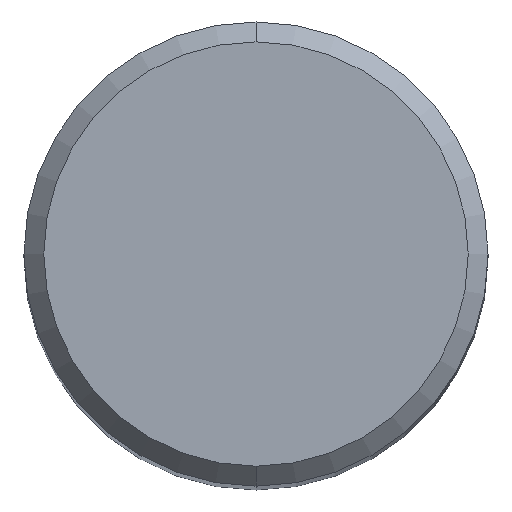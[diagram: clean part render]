
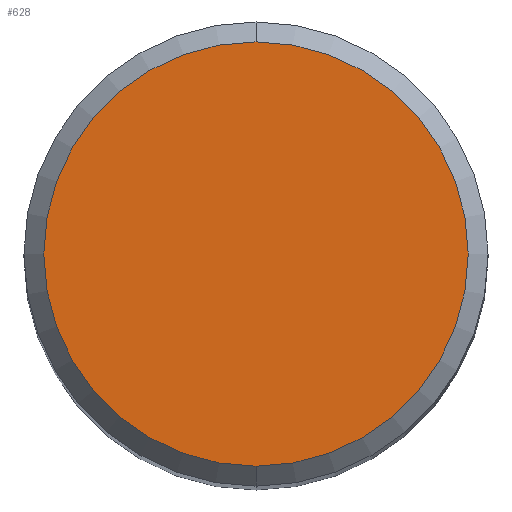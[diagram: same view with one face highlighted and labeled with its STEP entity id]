
A CAD part, top view. The second image highlights one B-rep face of the part: STEP entity #628.
In plain terms, the highlighted planar face has unit normal (0, 0, 1).
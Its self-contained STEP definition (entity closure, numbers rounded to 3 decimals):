
#394=EDGE_CURVE('',#402,#506,#971,.T.);
#402=VERTEX_POINT('',#980);
#434=EDGE_CURVE('',#506,#402,#1013,.T.);
#506=VERTEX_POINT('',#1097);
#628=ADVANCED_FACE('',(#1230),#1231,.T.);
#971=CIRCLE('',#1947,6.4);
#980=CARTESIAN_POINT('',(0.,-6.4,0.0));
#1013=CIRCLE('',#2069,6.4);
#1097=CARTESIAN_POINT('',(0.0,6.4,0.0));
#1230=FACE_OUTER_BOUND('',#4085,.T.);
#1231=PLANE('',#4086);
#1947=AXIS2_PLACEMENT_3D('',#6212,#6213,#6214);
#2069=AXIS2_PLACEMENT_3D('',#6242,#6243,#6244);
#4085=EDGE_LOOP('',(#6470,#6471));
#4086=AXIS2_PLACEMENT_3D('',#6472,#6473,#6474);
#6212=CARTESIAN_POINT('',(0.0,0.0,0.0));
#6213=DIRECTION('',(0.0,0.0,-1.0));
#6214=DIRECTION('',(0.0,1.0,0.0));
#6242=CARTESIAN_POINT('',(0.0,0.0,0.0));
#6243=DIRECTION('',(0.0,0.0,-1.0));
#6244=DIRECTION('',(0.0,1.0,0.0));
#6470=ORIENTED_EDGE('',*,*,#434,.F.);
#6471=ORIENTED_EDGE('',*,*,#394,.F.);
#6472=CARTESIAN_POINT('',(0.0,3.2,0.0));
#6473=DIRECTION('',(-0.0,0.0,1.0));
#6474=DIRECTION('',(0.0,-1.0,0.0));
